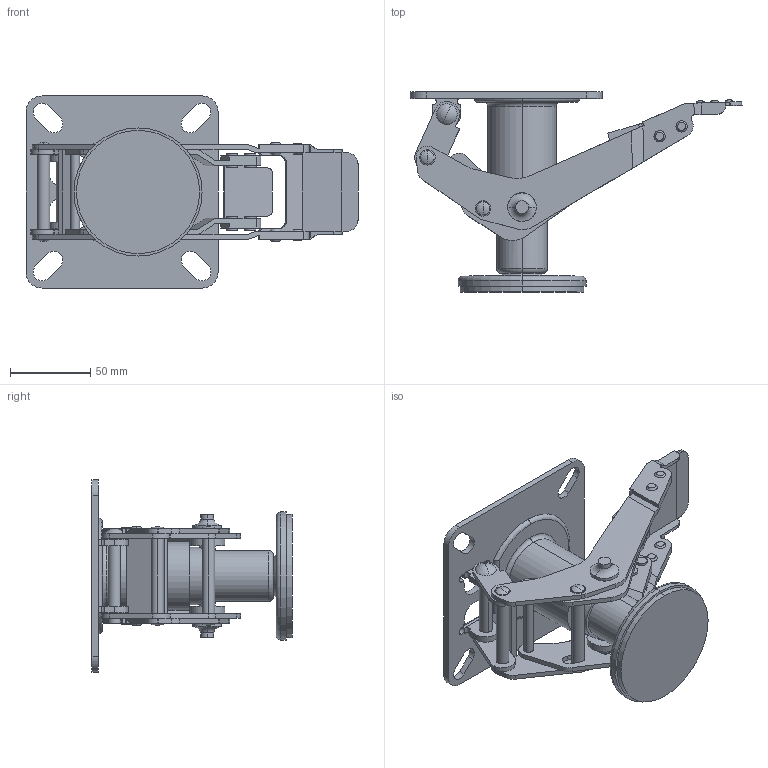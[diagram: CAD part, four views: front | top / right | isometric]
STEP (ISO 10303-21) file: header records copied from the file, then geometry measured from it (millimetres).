
FILE_DESCRIPTION (( 'STEP AP203' ), '1' );
FILE_NAME ('K-1900-2.STEP', '2020-07-08T07:42:58', ( '' ), ( '' ), 'SwSTEP 2.0', 'SolidWorks 2018', '' );
FILE_SCHEMA (( 'CONFIG_CONTROL_DESIGN' ));
Length unit declared in the file: millimetre
Products named in the file (6): K-1900-2; K-1900-2フット_; K-1900-2_アーム_; K-1900-2_アップペダル_; K-1900-2_ダウンペダル_; K-1900-2本体_
Assembly tree (5 placements, depth 2):
  K-1900-2
    K-1900-2本体_
    K-1900-2フット_
    K-1900-2_アーム_
    K-1900-2_ダウンペダル_
    K-1900-2_アップペダル_
Bounding box: 207.46 x 125 x 120 mm (x, y, z)
Volume: 296874.7 mm3; surface area: 125336.2 mm2
Topology: 6 solids, 6 shells, 428 faces, 1109 edges, 731 vertices
Faces by surface type: cylinder 206, plane 181, cone 18, torus 15, sphere 8
Entity records: 14627 total; most frequent: CARTESIAN_POINT 3102, DIRECTION 2387, ORIENTED_EDGE 2214, EDGE_CURVE 1107, AXIS2_PLACEMENT_3D 894, VERTEX_POINT 731, LINE 599, VECTOR 599
